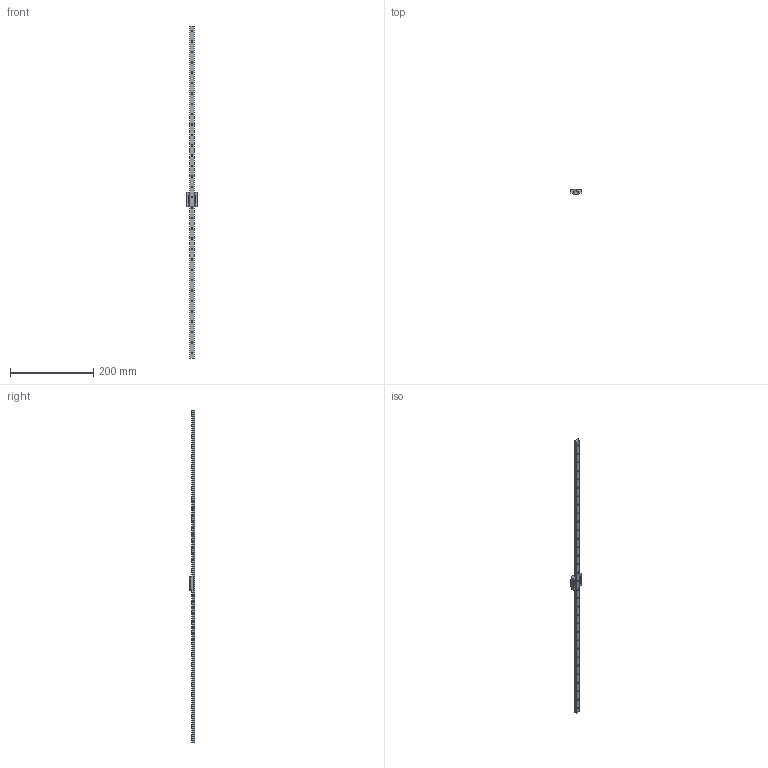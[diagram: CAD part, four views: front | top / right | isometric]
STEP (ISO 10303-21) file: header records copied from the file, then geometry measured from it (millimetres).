
FILE_DESCRIPTION (( 'STEP AP214' ), '1' );
FILE_NAME ('Linear-Guide-PU120800TRK1PCT-12,5-12,5-NSK.step', '2023-02-14T07:11:14', ( '' ), ( '' ), 'SwSTEP 2.0', 'SolidWorks 2010', '' );
FILE_SCHEMA (( 'AUTOMOTIVE_DESIGN' ));
Length unit declared in the file: millimetre
Products named in the file (6): Rail-P1U120800SKNPCT-12,5-12,5-NSK_Rail-P1U120800SKNPCT-12,5-12,5-NSK; Slider-PAU12TRS-NSK_Slider-PAU12TRS-NSK; End-Cap-PAU12TRS-NSK_End-Cap-PAU12TRS-NSK; End-Seal-PAU12TRS-NSK_End-Seal-PAU12TRS-NSK; Linear-Guide-PU120800TRK1PCT-12,5-12,5-NSK
Assembly tree (6 placements, depth 3):
  Linear-Guide-PU120800TRK1PCT-12,5-12,5-NSK
    Rail-P1U120800SKNPCT-12,5-12,5-NSK_Rail-P1U120800SKNPCT-12,5-12,5-NSK
    Slider-PAU12TRS-NSK_Slider-PAU12TRS-NSK
      End-Seal-PAU12TRS-NSK_End-Seal-PAU12TRS-NSK  x2
      Slider-PAU12TRS-NSK_Slider-PAU12TRS-NSK
      End-Cap-PAU12TRS-NSK_End-Cap-PAU12TRS-NSK
Bounding box: 27 x 13 x 800 mm (x, y, z)
Volume: 69547.8 mm3; surface area: 42889.2 mm2
Topology: 5 solids, 5 shells, 506 faces, 1254 edges, 784 vertices
Faces by surface type: cylinder 186, plane 176, cone 144
Entity records: 14319 total; most frequent: DIRECTION 2619, CARTESIAN_POINT 2370, ORIENTED_EDGE 2318, EDGE_CURVE 1159, AXIS2_PLACEMENT_3D 975, VERTEX_POINT 726, VECTOR 669, LINE 669
